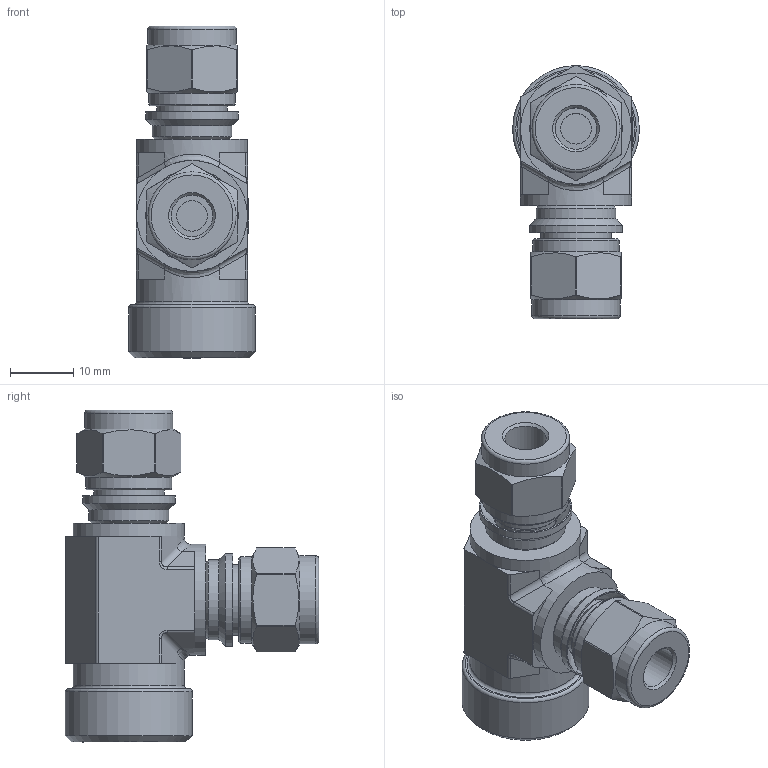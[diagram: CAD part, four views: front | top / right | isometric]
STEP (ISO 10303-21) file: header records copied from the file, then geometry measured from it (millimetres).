
FILE_DESCRIPTION(/* description */ (''),/* implementation_level */ '2;1');
FILE_NAME(/* name */ 'SFRTI-4-4N.stp',/* time_stamp */ '2022-05-03T16:20:33+09:00',/* author */ ('user'),/* organization */ (''),/* preprocessor_version */ 'ST-DEVELOPER v18.1',/* originating_system */ 'Autodesk Inventor 2022',/* authorisation */ '');
FILE_SCHEMA (('AUTOMOTIVE_DESIGN { 1 0 10303 214 3 1 1 }'));
Length unit declared in the file: millimetre
Products named in the file (1): SFRT-4-4N
Bounding box: 20 x 39.97 x 52.34 mm (x, y, z)
Volume: 12373 mm3; surface area: 6937.8 mm2
Topology: 1 solids, 1 shells, 151 faces, 339 edges, 208 vertices
Faces by surface type: plane 65, cylinder 54, cone 20, torus 6, bspline 6
Full cylindrical faces by diameter (mm): 1.485 x1, 1.98 x1, 4.826 x2, 6.55 x2, 9.4 x2, 10.1 x2, 11.112 x1, 11.113 x1, 11.2 x1, 12.6 x2, 13.6 x2, 13.9 x2, 14.6 x2, 17.5 x3, 20 x1
Entity records: 4354 total; most frequent: CARTESIAN_POINT 901, DIRECTION 767, ORIENTED_EDGE 678, EDGE_CURVE 339, AXIS2_PLACEMENT_3D 306, VERTEX_POINT 208, EDGE_LOOP 169, LINE 155
